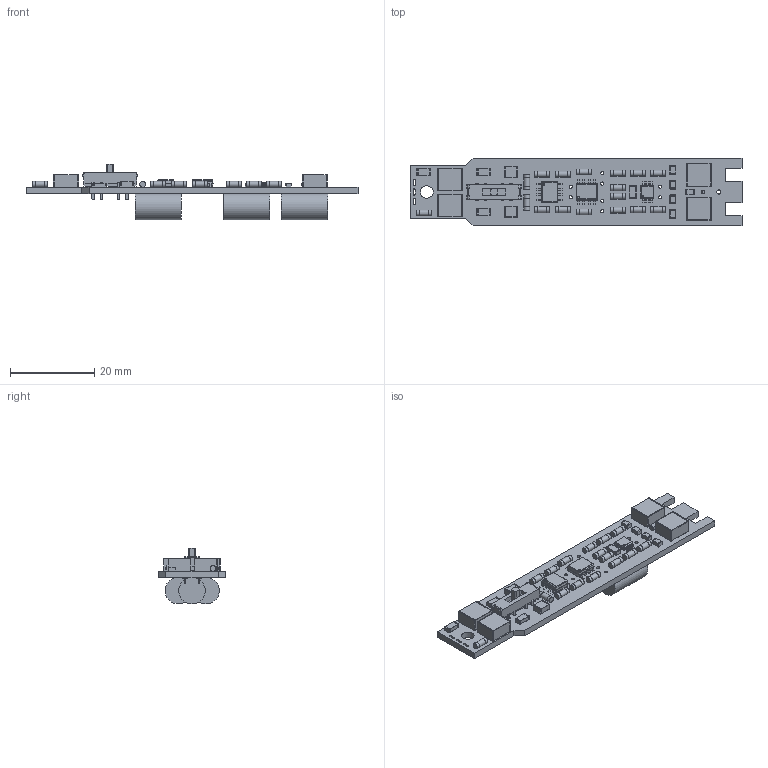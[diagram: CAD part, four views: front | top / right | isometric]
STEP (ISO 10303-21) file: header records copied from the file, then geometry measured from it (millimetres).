
FILE_DESCRIPTION(('Open CASCADE Model'),'2;1');
FILE_NAME('Open CASCADE Shape Model','2020-07-04T20:53:10',('Author'),( 'Open CASCADE'),'Open CASCADE STEP processor 6.8','Open CASCADE 6.8' ,'Unknown');
FILE_SCHEMA(('AUTOMOTIVE_DESIGN { 1 0 10303 214 1 1 1 1 }'));
Length unit declared in the file: millimetre
Products named in the file (151): PCB; Board; C17; 6063502336; Terminal; Open_CASCADE_STEP_translator_6.8_7.1.1; Open_CASCADE_STEP_translator_6.8_7.1.2; Mid_Body; Open_CASCADE_STEP_translator_6.8_7.2.1; U3; 6063501376; Open_CASCADE_STEP_translator_6.8_2.1; Body; Open_CASCADE_STEP_translator_6.8_2.2.1; Leader; U2; 6286325504; R17; 6286325312; leftPin; body; rightPin; R16; 6286325120; R15; 6286324928; R13; R12; 6286324736; R6; C16; 6286323776; C15; 6511510528; Cylinder; C14; 6286323968; Open_CASCADE_STEP_translator_6.8_31.1.1; Open_CASCADE_STEP_translator_6.8_31.1.2; Open_CASCADE_STEP_translator_6.8_31.2.1 ...
Assembly tree (190 placements, depth 5):
  PCB
    Board
    C17
      6063502336
        Terminal
          Open_CASCADE_STEP_translator_6.8_7.1.1
          Open_CASCADE_STEP_translator_6.8_7.1.2
        Mid_Body
          Open_CASCADE_STEP_translator_6.8_7.2.1
    U3
      6063501376
        Open_CASCADE_STEP_translator_6.8_2.1
        Body
          Open_CASCADE_STEP_translator_6.8_2.2.1
        Leader  x8
    U2
      6286325504
        Open_CASCADE_STEP_translator_6.8_2.1
        Body
          Open_CASCADE_STEP_translator_6.8_2.2.1
        Leader  x8
    R17
      6286325312
        leftPin
        body
        rightPin
    R16
      6286325120
        leftPin
        body
        rightPin
    R15
      6286324928
        leftPin
        body
        rightPin
    R13
      6286325120
        leftPin
        body
        rightPin
    R12
      6286324736
        leftPin
        body
        rightPin
    R6
      6286325120
        leftPin
        body
        rightPin
    C16
      6286323776
        Terminal
          Open_CASCADE_STEP_translator_6.8_7.1.1
          Open_CASCADE_STEP_translator_6.8_7.1.2
        Mid_Body
          Open_CASCADE_STEP_translator_6.8_7.2.1
    C15
      6511510528
Bounding box: 79 x 16 x 13.24 mm (x, y, z)
Volume: 3989.8 mm3; surface area: 5861.2 mm2
Topology: 132 solids, 135 shells, 1820 faces, 3827 edges, 2120 vertices
Faces by surface type: plane 1017, cylinder 621, sphere 158, bspline 24
Full cylindrical faces by diameter (mm): 0.388 x1, 0.5 x2, 0.762 x8, 0.8 x8, 1 x1, 1.4 x51, 3 x1, 6.3 x4
Entity records: 34379 total; most frequent: CARTESIAN_POINT 7120, DIRECTION 5316, ORIENTED_EDGE 4473, EDGE_CURVE 2238, AXIS2_PLACEMENT_3D 1958, LINE 1400, VECTOR 1400, VERTEX_POINT 1310
